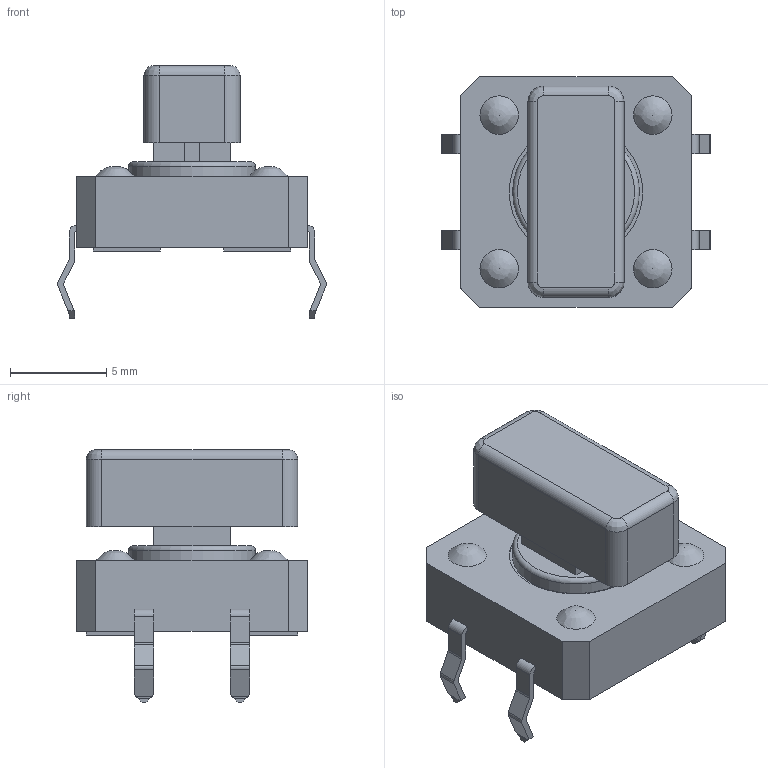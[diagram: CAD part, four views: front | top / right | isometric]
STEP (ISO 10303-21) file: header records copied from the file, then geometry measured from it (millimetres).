
FILE_DESCRIPTION((' '),'2;1');
FILE_NAME('TL1100Fxxxx5Jxxx.stp','2017-07-28T08:49:54',(' '),(' '),' ','ACIS',' ');
FILE_SCHEMA(('CONFIG_CONTROL_DESIGN'));
Length unit declared in the file: inch
Products named in the file (1): TL1100Fxxxx5Jxxx.stp
Bounding box: 14 x 12 x 13.15 mm (x, y, z)
Volume: 580.6 mm3; surface area: 1167.2 mm2
Topology: 1 solids, 3 shells, 310 faces, 807 edges, 526 vertices
Faces by surface type: plane 209, cylinder 83, bspline 8, torus 5, sphere 4, cone 1
Full cylindrical faces by diameter (mm): 2.32 x1, 3 x1, 4.84 x1, 6.6 x1, 6.95 x1
Entity records: 9671 total; most frequent: CARTESIAN_POINT 1900, ORIENTED_EDGE 1576, DIRECTION 1568, EDGE_CURVE 788, VECTOR 614, LINE 614, VERTEX_POINT 521, AXIS2_PLACEMENT_3D 477
